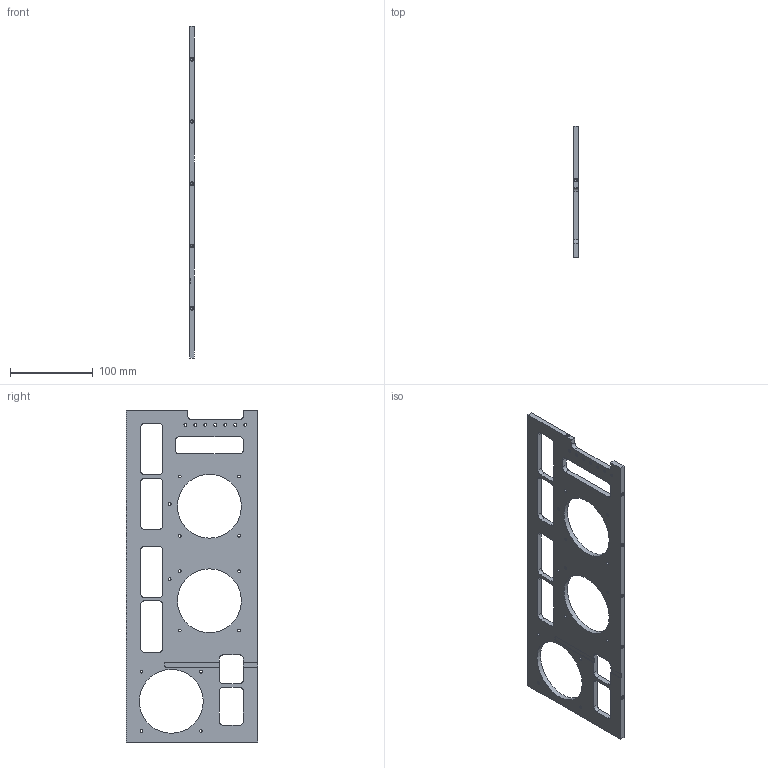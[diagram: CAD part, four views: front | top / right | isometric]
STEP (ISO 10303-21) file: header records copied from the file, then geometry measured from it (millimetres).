
FILE_DESCRIPTION(('STEP AP242'), '1');
FILE_NAME('ÅÐÂË.741238.001_Ñòåíêà êàðêàñà', '', ('UNSPECIFIED'), ('UNSPECIFIED'), 'C3D Converter', 'C3D Toolkit', '');
FILE_SCHEMA(('AP242_MANAGED_MODEL_BASED_3D_ENGINEERING_MIM_LF { 1 0 10303 442 1 1 4 }'));
Length unit declared in the file: millimetre
Products named in the file (1): ЕРВЛ.741238.001_Стенка каркаса
Bounding box: 6 x 158 x 400 mm (x, y, z)
Volume: 223898.4 mm3; surface area: 96375.3 mm2
Topology: 1 solids, 1 shells, 129 faces, 367 edges, 239 vertices
Faces by surface type: cylinder 67, plane 45, cone 17
Full cylindrical faces by diameter (mm): 3.3 x27, 3.6 x5, 77 x3
Entity records: 6774 total; most frequent: CARTESIAN_POINT 2430, DIRECTION 670, ORIENTED_EDGE 608, EDGE_CURVE 304, AXIS2_PLACEMENT_3D 253, EDGE_LOOP 242, VERTEX_POINT 228, LINE 164
